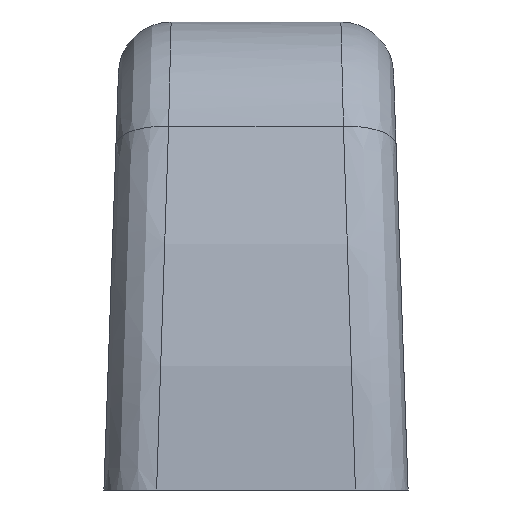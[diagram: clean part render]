
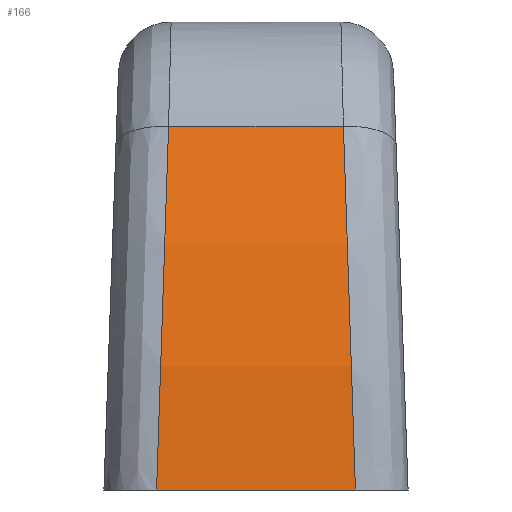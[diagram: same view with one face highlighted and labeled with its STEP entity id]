
A CAD part, left-side view. The second image highlights one B-rep face of the part: STEP entity #166.
In plain terms, the highlighted cylindrical face has radius 80.8 mm (diameter 161.6 mm), a partial arc.
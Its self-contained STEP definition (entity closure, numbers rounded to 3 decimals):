
#166 = ADVANCED_FACE( '', ( #366 ), #367, .T. );
#366 = FACE_OUTER_BOUND( '', #1497, .T. );
#367 = CYLINDRICAL_SURFACE( '', #1498, 80.8 );
#1497 = EDGE_LOOP( '', ( #2775, #2776, #2777, #2778 ) );
#1498 = AXIS2_PLACEMENT_3D( '', #2779, #2780, #2781 );
#2775 = ORIENTED_EDGE( '', *, *, #3148, .F. );
#2776 = ORIENTED_EDGE( '', *, *, #3117, .T. );
#2777 = ORIENTED_EDGE( '', *, *, #3129, .T. );
#2778 = ORIENTED_EDGE( '', *, *, #3066, .T. );
#2779 = CARTESIAN_POINT( '', ( 14.5, -13., 0. ) );
#2780 = DIRECTION( '', ( 0., -1., 0. ) );
#2781 = DIRECTION( '', ( 0., 0., 1. ) );
#3066 = EDGE_CURVE( '', #3228, #3325, #3327, .T. );
#3117 = EDGE_CURVE( '', #3403, #3401, #3404, .T. );
#3129 = EDGE_CURVE( '', #3401, #3228, #3418, .T. );
#3148 = EDGE_CURVE( '', #3403, #3325, #3440, .T. );
#3228 = VERTEX_POINT( '', #3539 );
#3325 = VERTEX_POINT( '', #3777 );
#3327 = ELLIPSE( '', #3825, 80.844, 80.8 );
#3401 = VERTEX_POINT( '', #3967 );
#3403 = VERTEX_POINT( '', #3969 );
#3404 = ELLIPSE( '', #3970, 80.844, 80.8 );
#3418 = LINE( '', #4070, #4071 );
#3440 = LINE( '', #4154, #4155 );
#3539 = CARTESIAN_POINT( '', ( -60.085, 7.472, 31.077 ) );
#3777 = CARTESIAN_POINT( '', ( -66.3, 8.497, 0. ) );
#3825 = AXIS2_PLACEMENT_3D( '', #4464, #4465, #4466 );
#3967 = CARTESIAN_POINT( '', ( -60.085, -7.472, 31.077 ) );
#3969 = CARTESIAN_POINT( '', ( -66.3, -8.497, 0. ) );
#3970 = AXIS2_PLACEMENT_3D( '', #4539, #4540, #4541 );
#4070 = CARTESIAN_POINT( '', ( -60.085, -13., 31.077 ) );
#4071 = VECTOR( '', #4548, 1000. );
#4154 = CARTESIAN_POINT( '', ( -66.3, -13., 0. ) );
#4155 = VECTOR( '', #4564, 1000. );
#4464 = CARTESIAN_POINT( '', ( 14.5, 8.497, 0. ) );
#4465 = DIRECTION( '', ( 0., -0.999, -0.033 ) );
#4466 = DIRECTION( '', ( 0., 0.033, -0.999 ) );
#4539 = CARTESIAN_POINT( '', ( 14.5, -8.497, 0. ) );
#4540 = DIRECTION( '', ( 0., 0.999, -0.033 ) );
#4541 = DIRECTION( '', ( 0., 0.033, 0.999 ) );
#4548 = DIRECTION( '', ( 0., 1., 0. ) );
#4564 = DIRECTION( '', ( 0., 1., 0. ) );
